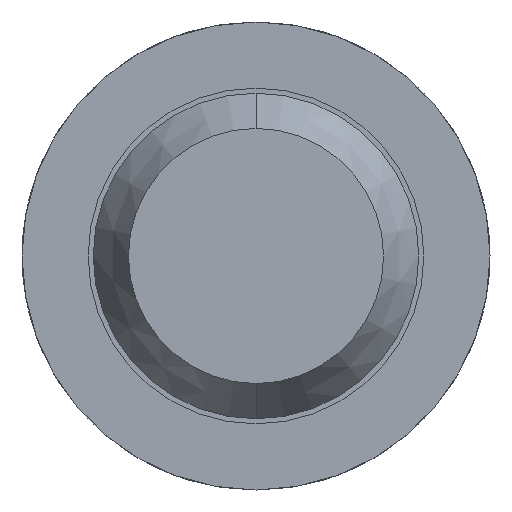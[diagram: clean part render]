
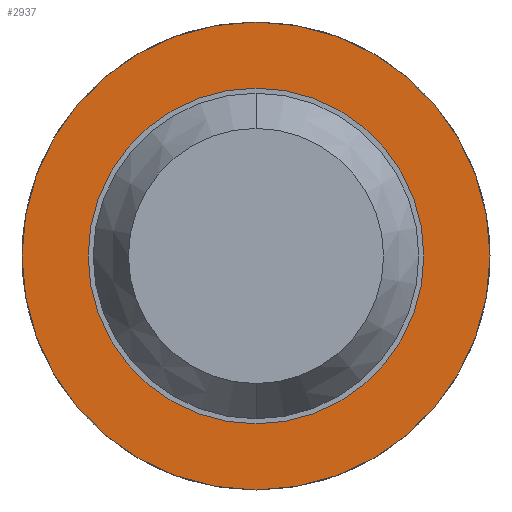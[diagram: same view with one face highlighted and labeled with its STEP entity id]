
A CAD part, front view. The second image highlights one B-rep face of the part: STEP entity #2937.
In plain terms, the highlighted planar face has unit normal (0, -1, 0).
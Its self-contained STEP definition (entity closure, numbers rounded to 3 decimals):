
#85 = DIRECTION ( 'NONE',  ( 0., 1., 0. ) ) ;
#325 = DIRECTION ( 'NONE',  ( 0., 1., 0. ) ) ;
#545 = EDGE_CURVE ( 'Defeature ausgef�hrt2_14+Defeature ausgef�hrt2_13+Defeature ausgef�hrt2_13+Defeature ausgef�hrt2_13', #2493, #1949, #1460, .T. ) ;
#546 = FACE_OUTER_BOUND ( 'NONE', #607, .T. ) ;
#607 = EDGE_LOOP ( 'NONE', ( #1430, #1912 ) ) ;
#622 = CARTESIAN_POINT ( 'NONE',  ( 0., -1.7, 0. ) ) ;
#677 = CARTESIAN_POINT ( 'NONE',  ( 0., -1.7, 0. ) ) ;
#727 = CARTESIAN_POINT ( 'NONE',  ( 0., -1.7, 0.825 ) ) ;
#741 = DIRECTION ( 'NONE',  ( 0., 0., 1. ) ) ;
#810 = CARTESIAN_POINT ( 'NONE',  ( 0., -1.7, 0. ) ) ;
#857 = PLANE ( 'NONE',  #3902 ) ;
#1013 = ORIENTED_EDGE ( 'NONE', *, *, #545, .T. ) ;
#1063 = AXIS2_PLACEMENT_3D ( 'NONE', #810, #2808, #4063 ) ;
#1107 = CIRCLE ( 'NONE', #4043, 1.15 ) ;
#1194 = CARTESIAN_POINT ( 'NONE',  ( 0., -1.7, -0.825 ) ) ;
#1210 = EDGE_LOOP ( 'NONE', ( #3520, #1013 ) ) ;
#1430 = ORIENTED_EDGE ( 'NONE', *, *, #3745, .F. ) ;
#1460 = CIRCLE ( 'NONE', #1063, 0.825 ) ;
#1475 = CARTESIAN_POINT ( 'NONE',  ( 0.825, -1.7, 0. ) ) ;
#1565 = CARTESIAN_POINT ( 'NONE',  ( 0., -1.7, 0. ) ) ;
#1595 = DIRECTION ( 'NONE',  ( 0., 0., 1. ) ) ;
#1766 = CIRCLE ( 'NONE', #2291, 1.15 ) ;
#1833 = EDGE_CURVE ( 'Defeature ausgef�hrt2_14+Defeature ausgef�hrt2_13+Defeature ausgef�hrt2_13+Defeature ausgef�hrt2_13', #1949, #2493, #2610, .T. ) ;
#1912 = ORIENTED_EDGE ( 'NONE', *, *, #2098, .F. ) ;
#1949 = VERTEX_POINT ( 'NONE', #727 ) ;
#2098 = EDGE_CURVE ( 'Defeature ausgef�hrt2_10+Defeature ausgef�hrt2_14+Defeature ausgef�hrt2_14+Defeature ausgef�hrt2_14', #2266, #3217, #1766, .T. ) ;
#2266 = VERTEX_POINT ( 'NONE', #3885 ) ;
#2291 = AXIS2_PLACEMENT_3D ( 'NONE', #677, #2844, #3454 ) ;
#2493 = VERTEX_POINT ( 'NONE', #1194 ) ;
#2610 = CIRCLE ( 'NONE', #3680, 0.825 ) ;
#2761 = CARTESIAN_POINT ( 'NONE',  ( 0., -1.7, 1.15 ) ) ;
#2808 = DIRECTION ( 'NONE',  ( 0., 1., 0. ) ) ;
#2844 = DIRECTION ( 'NONE',  ( 0., 1., 0. ) ) ;
#2937 = ADVANCED_FACE ( 'Defeature ausgef�hrt2_14', ( #546, #3065 ), #857, .F. ) ;
#3065 = FACE_BOUND ( 'NONE', #1210, .T. ) ;
#3217 = VERTEX_POINT ( 'NONE', #2761 ) ;
#3419 = DIRECTION ( 'NONE',  ( 0., 0., 1. ) ) ;
#3454 = DIRECTION ( 'NONE',  ( 0., 0., 1. ) ) ;
#3491 = DIRECTION ( 'NONE',  ( 0., 1., 0. ) ) ;
#3520 = ORIENTED_EDGE ( 'NONE', *, *, #1833, .T. ) ;
#3680 = AXIS2_PLACEMENT_3D ( 'NONE', #622, #325, #1595 ) ;
#3745 = EDGE_CURVE ( 'Defeature ausgef�hrt2_10+Defeature ausgef�hrt2_14+Defeature ausgef�hrt2_14+Defeature ausgef�hrt2_14', #3217, #2266, #1107, .T. ) ;
#3885 = CARTESIAN_POINT ( 'NONE',  ( 0., -1.7, -1.15 ) ) ;
#3902 = AXIS2_PLACEMENT_3D ( 'NONE', #1475, #3491, #3419 ) ;
#4043 = AXIS2_PLACEMENT_3D ( 'NONE', #1565, #85, #741 ) ;
#4063 = DIRECTION ( 'NONE',  ( 0., 0., 1. ) ) ;
